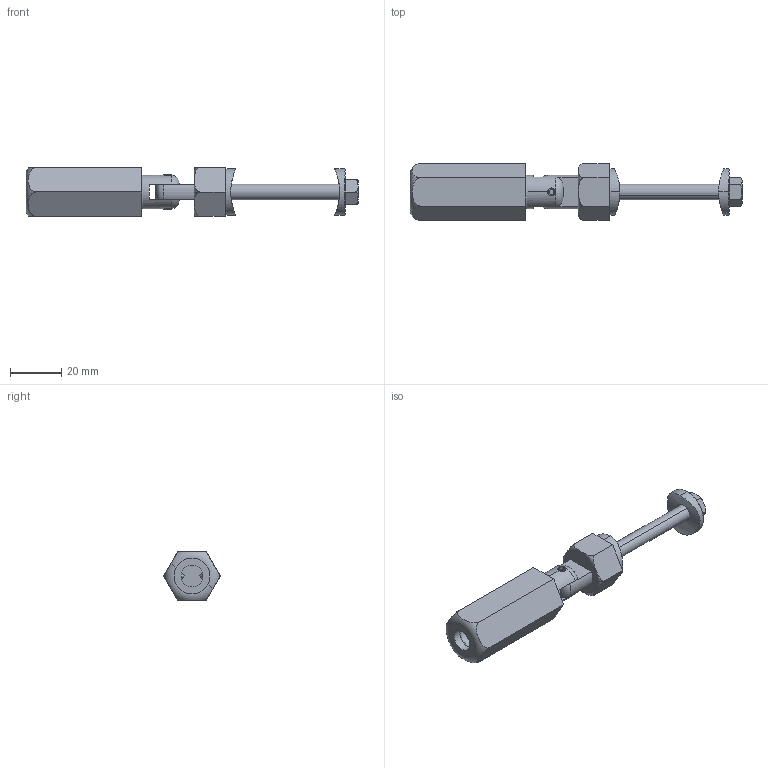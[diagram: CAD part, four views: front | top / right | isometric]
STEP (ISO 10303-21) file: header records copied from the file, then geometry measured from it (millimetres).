
FILE_DESCRIPTION (( 'STEP AP203' ), '1' );
FILE_NAME ('100054008.step', '2017-06-09T09:35:04', ( '' ), ( '' ), 'SwSTEP 2.0', 'SolidWorks 2015', '' );
FILE_SCHEMA (( 'CONFIG_CONTROL_DESIGN' ));
Length unit declared in the file: millimetre
Products named in the file (9): 10005400X Teil4_100054008 Teil4; 10005400X Teil5_100054008 Teil5; 10005400X Teil6_100054008 Teil6; 100054008; 10005400X Teil2_100054008 Teil2; 10005400X Teil8_100054008 Teil8; 10005400X Teil3_100054008 Teil3; 10005400X Teil7_100054004 Teil7; 10005400X Teil1_100054008 Teil1
Assembly tree (11 placements, depth 2):
  100054008
    10005400X Teil2_100054008 Teil2
    10005400X Teil7_100054004 Teil7  x3
    10005400X Teil1_100054008 Teil1
    10005400X Teil3_100054008 Teil3
    10005400X Teil4_100054008 Teil4
    10005400X Teil8_100054008 Teil8
    10005400X Teil6_100054008 Teil6  x2
    10005400X Teil5_100054008 Teil5
Bounding box: 129.12 x 21.94 x 19 mm (x, y, z)
Volume: 19450.4 mm3; surface area: 13651.8 mm2
Topology: 11 solids, 11 shells, 391 faces, 969 edges, 627 vertices
Faces by surface type: plane 174, bspline 118, cylinder 52, cone 36, torus 11
Entity records: 19960 total; most frequent: CARTESIAN_POINT 11231, ORIENTED_EDGE 1770, DIRECTION 1205, EDGE_CURVE 885, VERTEX_POINT 579, VECTOR 491, LINE 491, EDGE_LOOP 406
